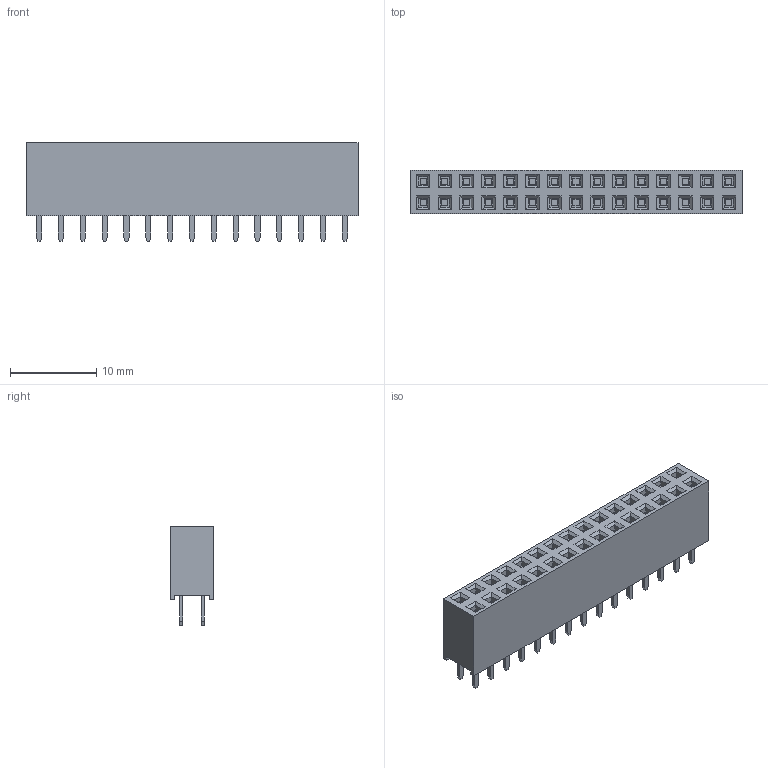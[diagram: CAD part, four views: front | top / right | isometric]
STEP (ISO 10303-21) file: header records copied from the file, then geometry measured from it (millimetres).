
FILE_DESCRIPTION(/* description */ (''),/* implementation_level */ '2;1');
FILE_NAME(/* name */ '28-Pin Header - Female - Double - 2.54mm.step',/* time_stamp */ '2021-04-21T15:54:10+02:00',/* author */ (''),/* organization */ (''),/* preprocessor_version */ 'ST-DEVELOPER v18.1',/* originating_system */ 'Autodesk Translation Framework v10.6.0.1341',/* authorisation */ '');
FILE_SCHEMA (('AUTOMOTIVE_DESIGN { 1 0 10303 214 3 1 1 }'));
Length unit declared in the file: millimetre
Products named in the file (3): Pin Header - Double - Female - 2.54mm; 30-Pin-Header-Female-Double-2.54mm; Komponente11
Assembly tree (2 placements, depth 3):
  Pin Header - Double - Female - 2.54mm
    30-Pin-Header-Female-Double-2.54mm
      Komponente11
Bounding box: 38.6 x 5 x 11.5 mm (x, y, z)
Volume: 1438.3 mm3; surface area: 3303 mm2
Topology: 1 solids, 1 shells, 880 faces, 2244 edges, 1456 vertices
Faces by surface type: plane 880
Entity records: 26325 total; most frequent: CARTESIAN_POINT 4585, ORIENTED_EDGE 4488, DIRECTION 4014, LINE 2244, VECTOR 2244, EDGE_CURVE 2244, VERTEX_POINT 1456, EDGE_LOOP 970
